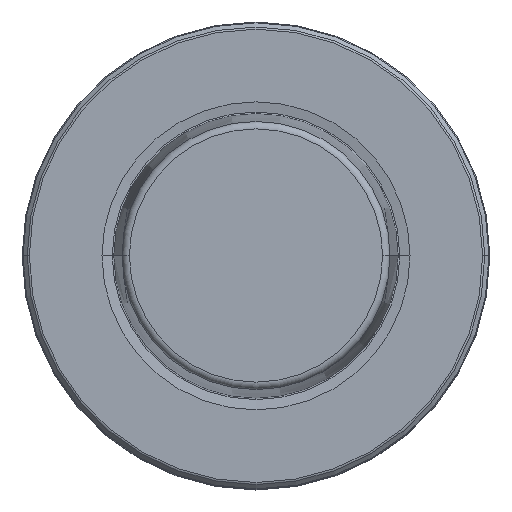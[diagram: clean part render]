
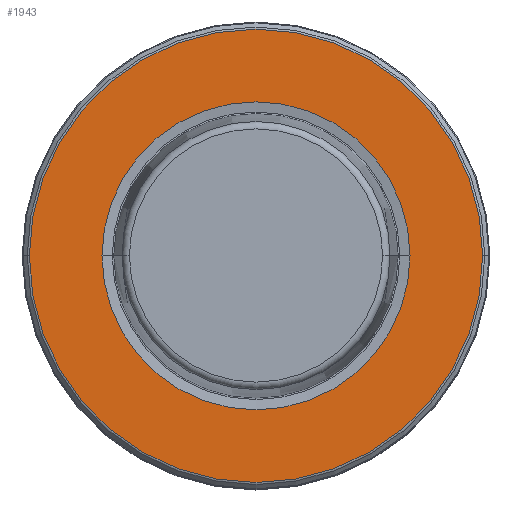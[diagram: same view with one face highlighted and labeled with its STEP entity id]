
A CAD part, top view. The second image highlights one B-rep face of the part: STEP entity #1943.
In plain terms, the highlighted planar face has unit normal (0, 0, 1).
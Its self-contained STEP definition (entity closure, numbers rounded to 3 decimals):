
#6 = VERTEX_POINT ( 'NONE', #2577 ) ;
#160 = VERTEX_POINT ( 'NONE', #1688 ) ;
#186 = EDGE_CURVE ( 'NONE', #160, #431, #1220, .T. ) ;
#193 = AXIS2_PLACEMENT_3D ( 'NONE', #622, #1082, #2677 ) ;
#431 = VERTEX_POINT ( 'NONE', #2513 ) ;
#436 = DIRECTION ( 'NONE',  ( 0., 0., 1. ) ) ;
#497 = DIRECTION ( 'NONE',  ( 0., 0., 1. ) ) ;
#574 = AXIS2_PLACEMENT_3D ( 'NONE', #1813, #436, #2034 ) ;
#622 = CARTESIAN_POINT ( 'NONE',  ( -12.144, -4.287, 63.321 ) ) ;
#846 = EDGE_CURVE ( 'NONE', #6, #980, #1450, .T. ) ;
#918 = FACE_OUTER_BOUND ( 'NONE', #1139, .T. ) ;
#980 = VERTEX_POINT ( 'NONE', #2481 ) ;
#985 = DIRECTION ( 'NONE',  ( 0., 0., 1. ) ) ;
#1082 = DIRECTION ( 'NONE',  ( 0., 0., 1. ) ) ;
#1139 = EDGE_LOOP ( 'NONE', ( #1586, #1676 ) ) ;
#1165 = ORIENTED_EDGE ( 'NONE', *, *, #186, .F. ) ;
#1220 = CIRCLE ( 'NONE', #2487, 20.745 ) ;
#1221 = ORIENTED_EDGE ( 'NONE', *, *, #2248, .F. ) ;
#1242 = CIRCLE ( 'NONE', #574, 30.534 ) ;
#1326 = CARTESIAN_POINT ( 'NONE',  ( -12.144, -4.287, 63.321 ) ) ;
#1339 = AXIS2_PLACEMENT_3D ( 'NONE', #2339, #985, #2569 ) ;
#1426 = DIRECTION ( 'NONE',  ( 1., 0., 0. ) ) ;
#1450 = CIRCLE ( 'NONE', #1572, 30.534 ) ;
#1538 = EDGE_CURVE ( 'NONE', #980, #6, #1242, .T. ) ;
#1559 = DIRECTION ( 'NONE',  ( 1., 0., 0. ) ) ;
#1572 = AXIS2_PLACEMENT_3D ( 'NONE', #1326, #2897, #1559 ) ;
#1586 = ORIENTED_EDGE ( 'NONE', *, *, #846, .T. ) ;
#1676 = ORIENTED_EDGE ( 'NONE', *, *, #1538, .T. ) ;
#1688 = CARTESIAN_POINT ( 'NONE',  ( 8.601, -4.287, 63.321 ) ) ;
#1774 = PLANE ( 'NONE',  #193 ) ;
#1813 = CARTESIAN_POINT ( 'NONE',  ( -12.144, -4.287, 63.321 ) ) ;
#1943 = ADVANCED_FACE ( 'NONE', ( #918, #2055 ), #1774, .T. ) ;
#2034 = DIRECTION ( 'NONE',  ( 1., 0., 0. ) ) ;
#2055 = FACE_BOUND ( 'NONE', #2818, .T. ) ;
#2248 = EDGE_CURVE ( 'NONE', #431, #160, #2872, .T. ) ;
#2257 = CARTESIAN_POINT ( 'NONE',  ( -12.144, -4.287, 63.321 ) ) ;
#2339 = CARTESIAN_POINT ( 'NONE',  ( -12.144, -4.287, 63.321 ) ) ;
#2481 = CARTESIAN_POINT ( 'NONE',  ( -42.679, -4.287, 63.321 ) ) ;
#2487 = AXIS2_PLACEMENT_3D ( 'NONE', #2257, #497, #1426 ) ;
#2513 = CARTESIAN_POINT ( 'NONE',  ( -32.889, -4.287, 63.321 ) ) ;
#2569 = DIRECTION ( 'NONE',  ( 1., 0., 0. ) ) ;
#2577 = CARTESIAN_POINT ( 'NONE',  ( 18.39, -4.287, 63.321 ) ) ;
#2677 = DIRECTION ( 'NONE',  ( 1., 0., 0. ) ) ;
#2818 = EDGE_LOOP ( 'NONE', ( #1165, #1221 ) ) ;
#2872 = CIRCLE ( 'NONE', #1339, 20.745 ) ;
#2897 = DIRECTION ( 'NONE',  ( 0., 0., 1. ) ) ;
